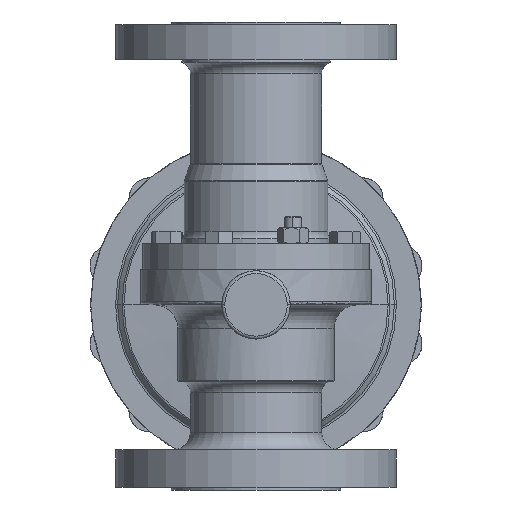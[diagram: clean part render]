
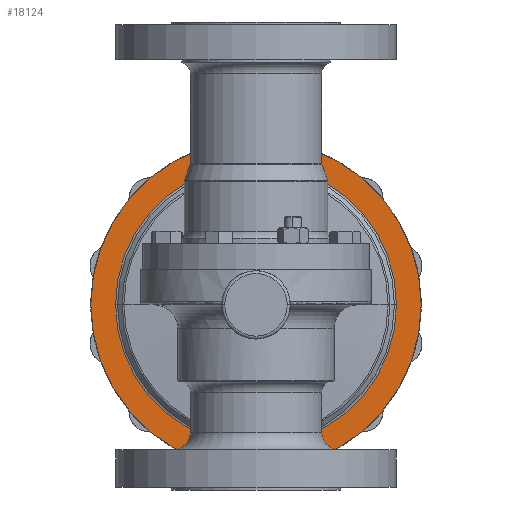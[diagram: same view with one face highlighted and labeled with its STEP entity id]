
A CAD part, front view. The second image highlights one B-rep face of the part: STEP entity #18124.
In plain terms, the highlighted planar face has unit normal (0, -1, 0).
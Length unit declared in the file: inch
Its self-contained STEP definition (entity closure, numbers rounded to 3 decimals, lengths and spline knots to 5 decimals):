
#21 = DIRECTION ( 'NONE',  ( 1., 0., 0. ) ) ;
#290 = CARTESIAN_POINT ( 'NONE',  ( 0., 4.415, 0. ) ) ;
#1272 = CARTESIAN_POINT ( 'NONE',  ( 3.53, 4.415, 0. ) ) ;
#2316 = AXIS2_PLACEMENT_3D ( 'NONE', #4192, #13274, #10017 ) ;
#2866 = PLANE ( 'NONE',  #2316 ) ;
#2911 = DIRECTION ( 'NONE',  ( 0., -1., 0. ) ) ;
#2949 = EDGE_LOOP ( 'NONE', ( #5637, #5660 ) ) ;
#2975 = CARTESIAN_POINT ( 'NONE',  ( 0., 4.415, 0. ) ) ;
#3210 = EDGE_CURVE ( 'NONE', #4356, #16261, #16696, .T. ) ;
#3826 = VERTEX_POINT ( 'NONE', #8522 ) ;
#4192 = CARTESIAN_POINT ( 'NONE',  ( 0., 4.415, 3.6405 ) ) ;
#4356 = VERTEX_POINT ( 'NONE', #13303 ) ;
#4363 = EDGE_CURVE ( 'NONE', #16261, #4356, #5176, .T. ) ;
#4685 = DIRECTION ( 'NONE',  ( -1., 0., 0. ) ) ;
#5176 = CIRCLE ( 'NONE', #5275, 3.53 ) ;
#5275 = AXIS2_PLACEMENT_3D ( 'NONE', #10572, #9067, #21 ) ;
#5314 = CIRCLE ( 'NONE', #8714, 3.00068 ) ;
#5637 = ORIENTED_EDGE ( 'NONE', *, *, #3210, .F. ) ;
#5660 = ORIENTED_EDGE ( 'NONE', *, *, #4363, .F. ) ;
#6142 = FACE_OUTER_BOUND ( 'NONE', #2949, .T. ) ;
#6153 = ORIENTED_EDGE ( 'NONE', *, *, #12206, .F. ) ;
#6627 = FACE_BOUND ( 'NONE', #14463, .T. ) ;
#7783 = CARTESIAN_POINT ( 'NONE',  ( 0., 4.415, 0. ) ) ;
#8022 = AXIS2_PLACEMENT_3D ( 'NONE', #7783, #13819, #15358 ) ;
#8205 = EDGE_CURVE ( 'NONE', #3826, #16861, #5314, .T. ) ;
#8217 = CIRCLE ( 'NONE', #10552, 3.00068 ) ;
#8522 = CARTESIAN_POINT ( 'NONE',  ( -3.00068, 4.415, 0. ) ) ;
#8714 = AXIS2_PLACEMENT_3D ( 'NONE', #2975, #2911, #17668 ) ;
#9067 = DIRECTION ( 'NONE',  ( 0., 1., 0. ) ) ;
#10017 = DIRECTION ( 'NONE',  ( 1., 0., 0. ) ) ;
#10552 = AXIS2_PLACEMENT_3D ( 'NONE', #290, #10714, #4685 ) ;
#10572 = CARTESIAN_POINT ( 'NONE',  ( 0., 4.415, 0. ) ) ;
#10714 = DIRECTION ( 'NONE',  ( 0., -1., 0. ) ) ;
#12206 = EDGE_CURVE ( 'NONE', #16861, #3826, #8217, .T. ) ;
#13274 = DIRECTION ( 'NONE',  ( 0., 1., 0. ) ) ;
#13303 = CARTESIAN_POINT ( 'NONE',  ( -3.53, 4.415, 0. ) ) ;
#13539 = CARTESIAN_POINT ( 'NONE',  ( 3.00068, 4.415, 0. ) ) ;
#13819 = DIRECTION ( 'NONE',  ( 0., 1., 0. ) ) ;
#14463 = EDGE_LOOP ( 'NONE', ( #17057, #6153 ) ) ;
#15358 = DIRECTION ( 'NONE',  ( 1., 0., 0. ) ) ;
#16261 = VERTEX_POINT ( 'NONE', #1272 ) ;
#16696 = CIRCLE ( 'NONE', #8022, 3.53 ) ;
#16861 = VERTEX_POINT ( 'NONE', #13539 ) ;
#17057 = ORIENTED_EDGE ( 'NONE', *, *, #8205, .F. ) ;
#17668 = DIRECTION ( 'NONE',  ( -1., 0., 0. ) ) ;
#18124 = ADVANCED_FACE ( 'NONE', ( #6627, #6142 ), #2866, .F. ) ;
